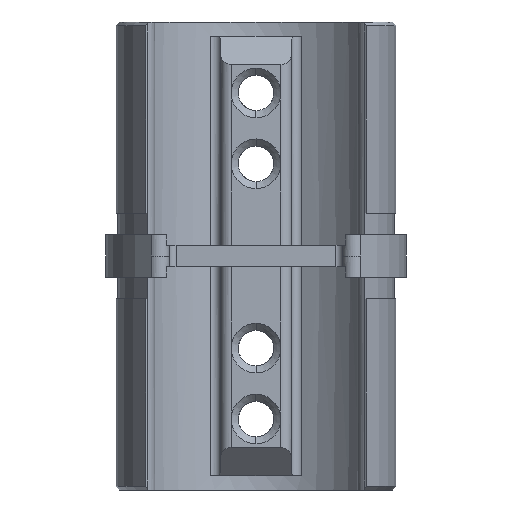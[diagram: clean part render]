
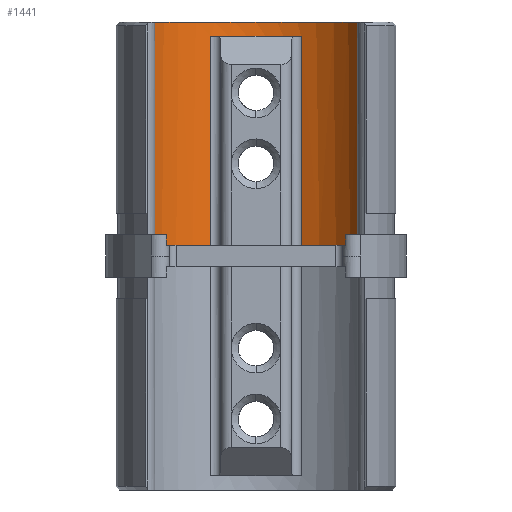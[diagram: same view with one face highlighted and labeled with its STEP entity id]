
A CAD part, front view. The second image highlights one B-rep face of the part: STEP entity #1441.
In plain terms, the highlighted cylindrical face has radius 17 mm (diameter 34 mm), a partial arc.
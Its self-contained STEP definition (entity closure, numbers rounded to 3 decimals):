
#85 = ORIENTED_EDGE ( 'NONE', *, *, #614, .T. ) ;
#88 = CARTESIAN_POINT ( 'NONE',  ( 17., 0., 33. ) ) ;
#121 = VECTOR ( 'NONE', #2882, 1000. ) ;
#193 = ORIENTED_EDGE ( 'NONE', *, *, #2079, .F. ) ;
#195 = ORIENTED_EDGE ( 'NONE', *, *, #2744, .T. ) ;
#276 = CIRCLE ( 'NONE', #734, 17. ) ;
#404 = AXIS2_PLACEMENT_3D ( 'NONE', #2039, #458, #1786 ) ;
#413 = ORIENTED_EDGE ( 'NONE', *, *, #2810, .T. ) ;
#458 = DIRECTION ( 'NONE',  ( 0., 0., 1. ) ) ;
#467 = VERTEX_POINT ( 'NONE', #3209 ) ;
#491 = LINE ( 'NONE', #1328, #1260 ) ;
#517 = CIRCLE ( 'NONE', #2547, 17. ) ;
#596 = CARTESIAN_POINT ( 'NONE',  ( 17., 0., 1.5 ) ) ;
#614 = EDGE_CURVE ( 'NONE', #903, #2250, #276, .T. ) ;
#726 = DIRECTION ( 'NONE',  ( 0., 0., 1. ) ) ;
#734 = AXIS2_PLACEMENT_3D ( 'NONE', #1960, #2539, #2193 ) ;
#884 = DIRECTION ( 'NONE',  ( 1., 0., 0. ) ) ;
#903 = VERTEX_POINT ( 'NONE', #88 ) ;
#913 = DIRECTION ( 'NONE',  ( 0., 0., -1. ) ) ;
#977 = VERTEX_POINT ( 'NONE', #2553 ) ;
#1081 = CIRCLE ( 'NONE', #3328, 17. ) ;
#1099 = DIRECTION ( 'NONE',  ( 1., 0., 0. ) ) ;
#1175 = DIRECTION ( 'NONE',  ( 0., 0., 1. ) ) ;
#1260 = VECTOR ( 'NONE', #1358, 1000. ) ;
#1328 = CARTESIAN_POINT ( 'NONE',  ( -17., 0., 1.5 ) ) ;
#1358 = DIRECTION ( 'NONE',  ( 0., 0., 1. ) ) ;
#1441 = ADVANCED_FACE ( 'NONE', ( #1488 ), #3356, .F. ) ;
#1467 = CARTESIAN_POINT ( 'NONE',  ( 0., 0., 1.5 ) ) ;
#1488 = FACE_OUTER_BOUND ( 'NONE', #2874, .T. ) ;
#1525 = ORIENTED_EDGE ( 'NONE', *, *, #2463, .F. ) ;
#1654 = CARTESIAN_POINT ( 'NONE',  ( -17., 0., 33. ) ) ;
#1693 = EDGE_CURVE ( 'NONE', #2004, #977, #517, .T. ) ;
#1786 = DIRECTION ( 'NONE',  ( 1., 0., 0. ) ) ;
#1919 = AXIS2_PLACEMENT_3D ( 'NONE', #1467, #2786, #884 ) ;
#1958 = CARTESIAN_POINT ( 'NONE',  ( 6.375, 15.759, 1.5 ) ) ;
#1960 = CARTESIAN_POINT ( 'NONE',  ( 0., 0., 33. ) ) ;
#2004 = VERTEX_POINT ( 'NONE', #2316 ) ;
#2026 = VERTEX_POINT ( 'NONE', #2832 ) ;
#2039 = CARTESIAN_POINT ( 'NONE',  ( 0., 0., 1.5 ) ) ;
#2053 = VECTOR ( 'NONE', #913, 1000. ) ;
#2079 = EDGE_CURVE ( 'NONE', #2212, #2026, #2549, .T. ) ;
#2183 = ORIENTED_EDGE ( 'NONE', *, *, #2560, .T. ) ;
#2193 = DIRECTION ( 'NONE',  ( 1., 0., 0. ) ) ;
#2212 = VERTEX_POINT ( 'NONE', #596 ) ;
#2224 = CARTESIAN_POINT ( 'NONE',  ( 0., 0., 1.5 ) ) ;
#2250 = VERTEX_POINT ( 'NONE', #1654 ) ;
#2253 = DIRECTION ( 'NONE',  ( 1., 0., 0. ) ) ;
#2280 = ORIENTED_EDGE ( 'NONE', *, *, #3240, .F. ) ;
#2300 = VERTEX_POINT ( 'NONE', #2777 ) ;
#2316 = CARTESIAN_POINT ( 'NONE',  ( 6.375, 15.759, 31. ) ) ;
#2350 = CARTESIAN_POINT ( 'NONE',  ( -6.375, 15.759, 1.5 ) ) ;
#2446 = DIRECTION ( 'NONE',  ( 0., 0., 1. ) ) ;
#2463 = EDGE_CURVE ( 'NONE', #467, #2250, #491, .T. ) ;
#2539 = DIRECTION ( 'NONE',  ( 0., 0., 1. ) ) ;
#2547 = AXIS2_PLACEMENT_3D ( 'NONE', #3216, #2446, #1099 ) ;
#2549 = CIRCLE ( 'NONE', #404, 17. ) ;
#2553 = CARTESIAN_POINT ( 'NONE',  ( -6.375, 15.759, 31. ) ) ;
#2560 = EDGE_CURVE ( 'NONE', #2212, #903, #2900, .T. ) ;
#2634 = CARTESIAN_POINT ( 'NONE',  ( 17., 0., 1.5 ) ) ;
#2744 = EDGE_CURVE ( 'NONE', #2004, #2026, #3327, .T. ) ;
#2777 = CARTESIAN_POINT ( 'NONE',  ( -6.375, 15.759, 1.5 ) ) ;
#2786 = DIRECTION ( 'NONE',  ( 0., 0., 1. ) ) ;
#2810 = EDGE_CURVE ( 'NONE', #2300, #977, #3291, .T. ) ;
#2832 = CARTESIAN_POINT ( 'NONE',  ( 6.375, 15.759, 1.5 ) ) ;
#2874 = EDGE_LOOP ( 'NONE', ( #1525, #2280, #413, #3103, #195, #193, #2183, #85 ) ) ;
#2882 = DIRECTION ( 'NONE',  ( 0., 0., 1. ) ) ;
#2900 = LINE ( 'NONE', #2634, #3338 ) ;
#3103 = ORIENTED_EDGE ( 'NONE', *, *, #1693, .F. ) ;
#3209 = CARTESIAN_POINT ( 'NONE',  ( -17., 0., 1.5 ) ) ;
#3216 = CARTESIAN_POINT ( 'NONE',  ( 0., 0., 31. ) ) ;
#3240 = EDGE_CURVE ( 'NONE', #2300, #467, #1081, .T. ) ;
#3291 = LINE ( 'NONE', #2350, #121 ) ;
#3327 = LINE ( 'NONE', #1958, #2053 ) ;
#3328 = AXIS2_PLACEMENT_3D ( 'NONE', #2224, #1175, #2253 ) ;
#3338 = VECTOR ( 'NONE', #726, 1000. ) ;
#3356 = CYLINDRICAL_SURFACE ( 'NONE', #1919, 17. ) ;
